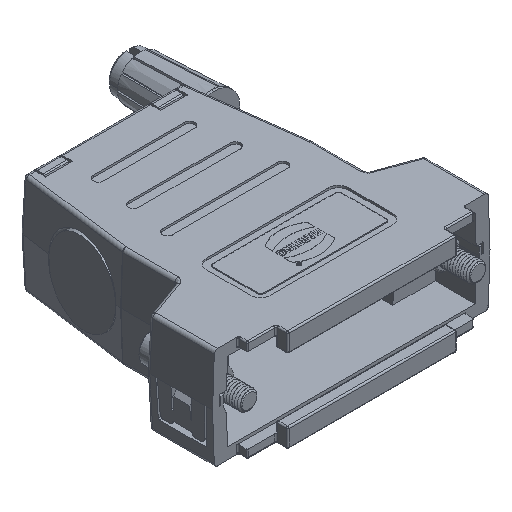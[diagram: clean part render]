
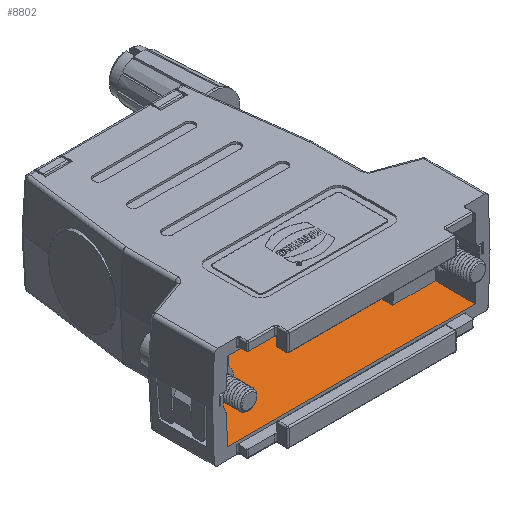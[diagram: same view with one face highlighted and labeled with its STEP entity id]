
A CAD part, isometric view. The second image highlights one B-rep face of the part: STEP entity #8802.
In plain terms, the highlighted planar face has unit normal (0, 0, 1).
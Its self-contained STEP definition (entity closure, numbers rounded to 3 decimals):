
#386=FACE_BOUND('',#13364,.T.);
#387=FACE_BOUND('',#13365,.T.);
#388=FACE_BOUND('',#13366,.T.);
#1826=LINE('',#51295,#5331);
#1858=LINE('',#51368,#5363);
#1859=LINE('',#51370,#5364);
#1897=LINE('',#51499,#5402);
#3056=LINE('',#57864,#6561);
#3062=LINE('',#57875,#6567);
#3065=LINE('',#57881,#6570);
#3068=LINE('',#57887,#6573);
#3096=LINE('',#57939,#6601);
#3166=LINE('',#58148,#6671);
#3174=LINE('',#58165,#6679);
#3175=LINE('',#58167,#6680);
#3176=LINE('',#58169,#6681);
#3177=LINE('',#58170,#6682);
#3178=LINE('',#58172,#6683);
#3179=LINE('',#58174,#6684);
#3180=LINE('',#58175,#6685);
#3181=LINE('',#58176,#6686);
#3182=LINE('',#58177,#6687);
#3183=LINE('',#58180,#6688);
#3184=LINE('',#58182,#6689);
#3185=LINE('',#58184,#6690);
#3186=LINE('',#58185,#6691);
#3187=LINE('',#58188,#6692);
#3188=LINE('',#58190,#6693);
#3189=LINE('',#58192,#6694);
#5331=VECTOR('',#36452,1.);
#5363=VECTOR('',#36500,1.);
#5364=VECTOR('',#36503,1.);
#5402=VECTOR('',#36633,1.);
#6561=VECTOR('',#39114,1.);
#6567=VECTOR('',#39122,1.);
#6570=VECTOR('',#39127,1.);
#6573=VECTOR('',#39132,1.);
#6601=VECTOR('',#39182,1.);
#6671=VECTOR('',#39340,1.);
#6679=VECTOR('',#39354,1.);
#6680=VECTOR('',#39355,1.);
#6681=VECTOR('',#39356,1.);
#6682=VECTOR('',#39357,1.);
#6683=VECTOR('',#39358,1.);
#6684=VECTOR('',#39359,1.);
#6685=VECTOR('',#39360,1.);
#6686=VECTOR('',#39361,1.);
#6687=VECTOR('',#39362,1.);
#6688=VECTOR('',#39363,1.);
#6689=VECTOR('',#39364,1.);
#6690=VECTOR('',#39365,1.);
#6691=VECTOR('',#39366,1.);
#6692=VECTOR('',#39367,1.);
#6693=VECTOR('',#39368,1.);
#6694=VECTOR('',#39369,1.);
#8802=ADVANCED_FACE('',(#386,#387,#388),#10201,.F.);
#10201=PLANE('',#33381);
#13364=EDGE_LOOP('',(#20134,#20135,#20136,#20137,#20138,#20139,#20140,#20141,
#20142,#20143,#20144,#20145,#20146,#20147,#20148,#20149,#20150,#20151));
#13365=EDGE_LOOP('',(#20152,#20153,#20154,#20155));
#13366=EDGE_LOOP('',(#20156,#20157,#20158,#20159));
#20134=ORIENTED_EDGE('',*,*,#28226,.F.);
#20135=ORIENTED_EDGE('',*,*,#28291,.F.);
#20136=ORIENTED_EDGE('',*,*,#29892,.T.);
#20137=ORIENTED_EDGE('',*,*,#29893,.T.);
#20138=ORIENTED_EDGE('',*,*,#29894,.F.);
#20139=ORIENTED_EDGE('',*,*,#29783,.T.);
#20140=ORIENTED_EDGE('',*,*,#29884,.F.);
#20141=ORIENTED_EDGE('',*,*,#29895,.T.);
#20142=ORIENTED_EDGE('',*,*,#29896,.T.);
#20143=ORIENTED_EDGE('',*,*,#29897,.F.);
#20144=ORIENTED_EDGE('',*,*,#29748,.F.);
#20145=ORIENTED_EDGE('',*,*,#29754,.T.);
#20146=ORIENTED_EDGE('',*,*,#29898,.T.);
#20147=ORIENTED_EDGE('',*,*,#29742,.T.);
#20148=ORIENTED_EDGE('',*,*,#29751,.F.);
#20149=ORIENTED_EDGE('',*,*,#29899,.F.);
#20150=ORIENTED_EDGE('',*,*,#28227,.F.);
#20151=ORIENTED_EDGE('',*,*,#28189,.T.);
#20152=ORIENTED_EDGE('',*,*,#29900,.F.);
#20153=ORIENTED_EDGE('',*,*,#29901,.F.);
#20154=ORIENTED_EDGE('',*,*,#29902,.F.);
#20155=ORIENTED_EDGE('',*,*,#29903,.F.);
#20156=ORIENTED_EDGE('',*,*,#29904,.F.);
#20157=ORIENTED_EDGE('',*,*,#29905,.F.);
#20158=ORIENTED_EDGE('',*,*,#29906,.F.);
#20159=ORIENTED_EDGE('',*,*,#29907,.F.);
#24836=VERTEX_POINT('',#51296);
#24837=VERTEX_POINT('',#51297);
#24868=VERTEX_POINT('',#51367);
#24869=VERTEX_POINT('',#51371);
#24907=VERTEX_POINT('',#51498);
#25880=VERTEX_POINT('',#57865);
#25881=VERTEX_POINT('',#57866);
#25884=VERTEX_POINT('',#57876);
#25885=VERTEX_POINT('',#57877);
#25886=VERTEX_POINT('',#57882);
#25887=VERTEX_POINT('',#57886);
#25900=VERTEX_POINT('',#57938);
#25901=VERTEX_POINT('',#57940);
#25977=VERTEX_POINT('',#58147);
#25984=VERTEX_POINT('',#58166);
#25985=VERTEX_POINT('',#58168);
#25986=VERTEX_POINT('',#58171);
#25987=VERTEX_POINT('',#58173);
#25988=VERTEX_POINT('',#58178);
#25989=VERTEX_POINT('',#58179);
#25990=VERTEX_POINT('',#58181);
#25991=VERTEX_POINT('',#58183);
#25992=VERTEX_POINT('',#58186);
#25993=VERTEX_POINT('',#58187);
#25994=VERTEX_POINT('',#58189);
#25995=VERTEX_POINT('',#58191);
#28189=EDGE_CURVE('',#24836,#24837,#1826,.T.);
#28226=EDGE_CURVE('',#24868,#24837,#1858,.T.);
#28227=EDGE_CURVE('',#24836,#24869,#1859,.T.);
#28291=EDGE_CURVE('',#24907,#24868,#1897,.T.);
#29742=EDGE_CURVE('',#25880,#25881,#3056,.T.);
#29748=EDGE_CURVE('',#25884,#25885,#3062,.T.);
#29751=EDGE_CURVE('',#25886,#25881,#3065,.T.);
#29754=EDGE_CURVE('',#25884,#25887,#3068,.T.);
#29783=EDGE_CURVE('',#25901,#25900,#3096,.T.);
#29884=EDGE_CURVE('',#25977,#25900,#3166,.T.);
#29892=EDGE_CURVE('',#24907,#25984,#3174,.T.);
#29893=EDGE_CURVE('',#25984,#25985,#3175,.T.);
#29894=EDGE_CURVE('',#25901,#25985,#3176,.T.);
#29895=EDGE_CURVE('',#25977,#25986,#3177,.T.);
#29896=EDGE_CURVE('',#25986,#25987,#3178,.T.);
#29897=EDGE_CURVE('',#25885,#25987,#3179,.T.);
#29898=EDGE_CURVE('',#25887,#25880,#3180,.T.);
#29899=EDGE_CURVE('',#24869,#25886,#3181,.T.);
#29900=EDGE_CURVE('',#25988,#25989,#3182,.T.);
#29901=EDGE_CURVE('',#25990,#25988,#3183,.T.);
#29902=EDGE_CURVE('',#25991,#25990,#3184,.T.);
#29903=EDGE_CURVE('',#25989,#25991,#3185,.T.);
#29904=EDGE_CURVE('',#25992,#25993,#3186,.T.);
#29905=EDGE_CURVE('',#25994,#25992,#3187,.T.);
#29906=EDGE_CURVE('',#25995,#25994,#3188,.T.);
#29907=EDGE_CURVE('',#25993,#25995,#3189,.T.);
#33381=AXIS2_PLACEMENT_3D('',#58193,#39370,#39371);
#36452=DIRECTION('',(-0.131,-0.991,0.));
#36500=DIRECTION('',(0.986,-0.165,0.));
#36503=DIRECTION('',(-0.991,0.131,0.));
#36633=DIRECTION('',(0.131,0.991,0.));
#39114=DIRECTION('',(0.,-1.,0.));
#39122=DIRECTION('',(1.,0.,0.));
#39127=DIRECTION('',(1.,0.,0.));
#39132=DIRECTION('',(0.,1.,0.));
#39182=DIRECTION('',(1.,0.,0.));
#39340=DIRECTION('',(0.,-1.,0.));
#39354=DIRECTION('',(0.,-1.,0.));
#39355=DIRECTION('',(-1.,0.,0.));
#39356=DIRECTION('',(0.,1.,0.));
#39357=DIRECTION('',(-1.,0.,0.));
#39358=DIRECTION('',(0.,1.,0.));
#39359=DIRECTION('',(0.131,-0.991,0.));
#39360=DIRECTION('',(-1.,0.,0.));
#39361=DIRECTION('',(0.131,0.991,0.));
#39362=DIRECTION('',(-1.,0.,0.));
#39363=DIRECTION('',(0.,1.,0.));
#39364=DIRECTION('',(1.,0.,0.));
#39365=DIRECTION('',(0.,-1.,0.));
#39366=DIRECTION('',(-0.991,0.131,0.));
#39367=DIRECTION('',(0.131,0.991,0.));
#39368=DIRECTION('',(0.991,-0.131,0.));
#39369=DIRECTION('',(-0.131,-0.991,0.));
#39370=DIRECTION('',(0.,0.,-1.));
#39371=DIRECTION('',(-1.,0.,0.));
#51295=CARTESIAN_POINT('',(10.883,28.986,-13.5));
#51296=CARTESIAN_POINT('',(11.633,34.687,-13.5));
#51297=CARTESIAN_POINT('',(10.323,24.735,-13.5));
#51367=CARTESIAN_POINT('',(8.748,24.998,-13.5));
#51368=CARTESIAN_POINT('',(9.37,24.894,-13.5));
#51370=CARTESIAN_POINT('',(12.013,34.637,-13.5));
#51371=CARTESIAN_POINT('',(10.051,34.895,-13.5));
#51498=CARTESIAN_POINT('',(8.454,22.765,-13.5));
#51499=CARTESIAN_POINT('',(8.454,22.765,-13.5));
#57864=CARTESIAN_POINT('',(14.7,38.,-13.5));
#57865=CARTESIAN_POINT('',(14.7,38.,-13.5));
#57866=CARTESIAN_POINT('',(14.7,36.596,-13.5));
#57875=CARTESIAN_POINT('',(26.3,36.596,-13.5));
#57876=CARTESIAN_POINT('',(26.3,36.596,-13.5));
#57877=CARTESIAN_POINT('',(30.726,36.596,-13.5));
#57881=CARTESIAN_POINT('',(10.275,36.596,-13.5));
#57882=CARTESIAN_POINT('',(10.275,36.596,-13.5));
#57886=CARTESIAN_POINT('',(26.3,38.,-13.5));
#57887=CARTESIAN_POINT('',(26.3,36.596,-13.5));
#57938=CARTESIAN_POINT('',(38.796,3.1,-13.5));
#57939=CARTESIAN_POINT('',(2.204,3.1,-13.5));
#57940=CARTESIAN_POINT('',(2.204,3.1,-13.5));
#58147=CARTESIAN_POINT('',(38.796,9.,-13.5));
#58148=CARTESIAN_POINT('',(38.796,9.,-13.5));
#58165=CARTESIAN_POINT('',(8.454,22.765,-13.5));
#58166=CARTESIAN_POINT('',(8.454,9.,-13.5));
#58167=CARTESIAN_POINT('',(8.454,9.,-13.5));
#58168=CARTESIAN_POINT('',(2.204,9.,-13.5));
#58169=CARTESIAN_POINT('',(2.204,3.1,-13.5));
#58170=CARTESIAN_POINT('',(38.796,9.,-13.5));
#58171=CARTESIAN_POINT('',(32.546,9.,-13.5));
#58172=CARTESIAN_POINT('',(32.546,9.,-13.5));
#58173=CARTESIAN_POINT('',(32.546,22.765,-13.5));
#58174=CARTESIAN_POINT('',(30.726,36.596,-13.5));
#58175=CARTESIAN_POINT('',(26.3,38.,-13.5));
#58176=CARTESIAN_POINT('',(8.454,22.765,-13.5));
#58177=CARTESIAN_POINT('',(24.5,35.9,-13.5));
#58178=CARTESIAN_POINT('',(24.5,35.9,-13.5));
#58179=CARTESIAN_POINT('',(16.5,35.9,-13.5));
#58180=CARTESIAN_POINT('',(24.5,34.3,-13.5));
#58181=CARTESIAN_POINT('',(24.5,34.3,-13.5));
#58182=CARTESIAN_POINT('',(16.5,34.3,-13.5));
#58183=CARTESIAN_POINT('',(16.5,34.3,-13.5));
#58184=CARTESIAN_POINT('',(16.5,35.9,-13.5));
#58185=CARTESIAN_POINT('',(13.289,32.704,-13.5));
#58186=CARTESIAN_POINT('',(13.289,32.704,-13.5));
#58187=CARTESIAN_POINT('',(11.702,32.913,-13.5));
#58188=CARTESIAN_POINT('',(12.245,24.772,-13.5));
#58189=CARTESIAN_POINT('',(12.245,24.772,-13.5));
#58190=CARTESIAN_POINT('',(10.658,24.981,-13.5));
#58191=CARTESIAN_POINT('',(10.658,24.981,-13.5));
#58192=CARTESIAN_POINT('',(11.702,32.913,-13.5));
#58193=CARTESIAN_POINT('',(20.5,0.,-13.5));
